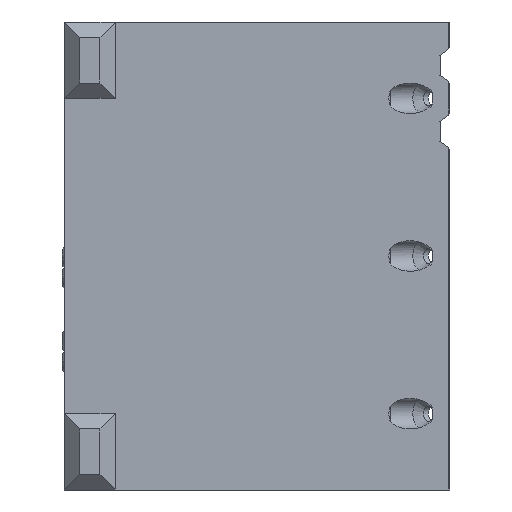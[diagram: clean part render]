
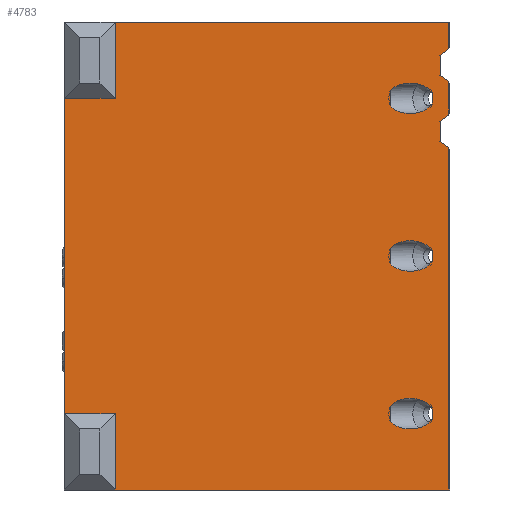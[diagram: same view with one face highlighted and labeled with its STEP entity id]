
A CAD part, front view. The second image highlights one B-rep face of the part: STEP entity #4783.
In plain terms, the highlighted planar face has unit normal (0, -1, 0).
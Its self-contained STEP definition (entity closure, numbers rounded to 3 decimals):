
#95=(
BOUNDED_CURVE()
B_SPLINE_CURVE(2,(#9123,#9124,#9125),.UNSPECIFIED.,.F.,.F.)
B_SPLINE_CURVE_WITH_KNOTS((3,3),(7.654,8.532),
 .UNSPECIFIED.)
CURVE()
GEOMETRIC_REPRESENTATION_ITEM()
RATIONAL_B_SPLINE_CURVE((2.172,2.179,2.172))
REPRESENTATION_ITEM('')
);
#96=(
BOUNDED_CURVE()
B_SPLINE_CURVE(2,(#9133,#9134,#9135),.UNSPECIFIED.,.F.,.F.)
B_SPLINE_CURVE_WITH_KNOTS((3,3),(7.654,8.532),
 .UNSPECIFIED.)
CURVE()
GEOMETRIC_REPRESENTATION_ITEM()
RATIONAL_B_SPLINE_CURVE((2.172,2.179,2.172))
REPRESENTATION_ITEM('')
);
#97=(
BOUNDED_CURVE()
B_SPLINE_CURVE(2,(#9143,#9144,#9145),.UNSPECIFIED.,.F.,.F.)
B_SPLINE_CURVE_WITH_KNOTS((3,3),(7.654,8.532),
 .UNSPECIFIED.)
CURVE()
GEOMETRIC_REPRESENTATION_ITEM()
RATIONAL_B_SPLINE_CURVE((2.172,2.179,2.172))
REPRESENTATION_ITEM('')
);
#166=ELLIPSE('',#5107,4.559,3.);
#167=ELLIPSE('',#5108,4.559,3.);
#168=ELLIPSE('',#5109,4.559,3.);
#169=ELLIPSE('',#5110,4.559,3.);
#170=ELLIPSE('',#5111,4.559,3.);
#171=ELLIPSE('',#5112,4.559,3.);
#218=FACE_BOUND('',#751,.T.);
#219=FACE_BOUND('',#752,.T.);
#220=FACE_BOUND('',#753,.T.);
#447=FACE_OUTER_BOUND('',#750,.T.);
#750=EDGE_LOOP('',(#3979,#3980,#3981,#3982,#3983,#3984,#3985,#3986,#3987,
#3988,#3989,#3990,#3991,#3992,#3993,#3994));
#751=EDGE_LOOP('',(#3995,#3996,#3997,#3998));
#752=EDGE_LOOP('',(#3999,#4000,#4001,#4002));
#753=EDGE_LOOP('',(#4003,#4004,#4005,#4006));
#873=LINE('',#6466,#1403);
#876=LINE('',#6472,#1406);
#877=LINE('',#6475,#1407);
#881=LINE('',#6484,#1411);
#886=LINE('',#6494,#1416);
#892=LINE('',#6505,#1422);
#904=LINE('',#6532,#1434);
#905=LINE('',#6535,#1435);
#908=LINE('',#6539,#1438);
#1012=LINE('',#6778,#1542);
#1270=LINE('',#9070,#1800);
#1273=LINE('',#9080,#1803);
#1274=LINE('',#9082,#1804);
#1276=LINE('',#9086,#1806);
#1282=LINE('',#9097,#1812);
#1290=LINE('',#9113,#1820);
#1291=LINE('',#9129,#1821);
#1292=LINE('',#9139,#1822);
#1293=LINE('',#9149,#1823);
#1403=VECTOR('',#5261,10.);
#1406=VECTOR('',#5266,10.);
#1407=VECTOR('',#5269,10.);
#1411=VECTOR('',#5275,10.);
#1416=VECTOR('',#5282,10.);
#1422=VECTOR('',#5290,10.);
#1434=VECTOR('',#5314,10.);
#1435=VECTOR('',#5317,10.);
#1438=VECTOR('',#5322,10.);
#1542=VECTOR('',#5482,10.);
#1800=VECTOR('',#6004,10.);
#1803=VECTOR('',#6013,10.);
#1804=VECTOR('',#6016,10.);
#1806=VECTOR('',#6020,10.);
#1812=VECTOR('',#6028,10.);
#1820=VECTOR('',#6044,10.);
#1821=VECTOR('',#6057,10.);
#1822=VECTOR('',#6062,10.);
#1823=VECTOR('',#6067,10.);
#1930=VERTEX_POINT('',#6458);
#1933=VERTEX_POINT('',#6464);
#1935=VERTEX_POINT('',#6470);
#1936=VERTEX_POINT('',#6474);
#1939=VERTEX_POINT('',#6482);
#1940=VERTEX_POINT('',#6483);
#1944=VERTEX_POINT('',#6493);
#1947=VERTEX_POINT('',#6500);
#1957=VERTEX_POINT('',#6530);
#1958=VERTEX_POINT('',#6534);
#2056=VERTEX_POINT('',#6762);
#2062=VERTEX_POINT('',#6776);
#2307=VERTEX_POINT('',#9058);
#2314=VERTEX_POINT('',#9078);
#2315=VERTEX_POINT('',#9085);
#2319=VERTEX_POINT('',#9095);
#2326=VERTEX_POINT('',#9121);
#2327=VERTEX_POINT('',#9122);
#2328=VERTEX_POINT('',#9126);
#2329=VERTEX_POINT('',#9128);
#2330=VERTEX_POINT('',#9131);
#2331=VERTEX_POINT('',#9132);
#2332=VERTEX_POINT('',#9136);
#2333=VERTEX_POINT('',#9138);
#2334=VERTEX_POINT('',#9141);
#2335=VERTEX_POINT('',#9142);
#2336=VERTEX_POINT('',#9146);
#2337=VERTEX_POINT('',#9148);
#2381=EDGE_CURVE('',#1933,#1930,#873,.T.);
#2384=EDGE_CURVE('',#1933,#1935,#876,.T.);
#2385=EDGE_CURVE('',#1935,#1936,#877,.F.);
#2389=EDGE_CURVE('',#1939,#1940,#881,.F.);
#2394=EDGE_CURVE('',#1944,#1939,#886,.T.);
#2400=EDGE_CURVE('',#1944,#1947,#892,.T.);
#2414=EDGE_CURVE('',#1957,#1940,#904,.T.);
#2415=EDGE_CURVE('',#1930,#1958,#905,.T.);
#2418=EDGE_CURVE('',#1947,#1936,#908,.T.);
#2536=EDGE_CURVE('',#2062,#2056,#1012,.T.);
#2890=EDGE_CURVE('',#2307,#1957,#1270,.T.);
#2895=EDGE_CURVE('',#2307,#2314,#1273,.T.);
#2896=EDGE_CURVE('',#2314,#2056,#1274,.T.);
#2898=EDGE_CURVE('',#2062,#2315,#1276,.T.);
#2904=EDGE_CURVE('',#2315,#2319,#1282,.T.);
#2913=EDGE_CURVE('',#2319,#1958,#1290,.T.);
#2916=EDGE_CURVE('',#2326,#2327,#95,.T.);
#2917=EDGE_CURVE('',#2326,#2328,#166,.T.);
#2918=EDGE_CURVE('',#2328,#2329,#1291,.T.);
#2919=EDGE_CURVE('',#2329,#2327,#167,.T.);
#2920=EDGE_CURVE('',#2330,#2331,#96,.T.);
#2921=EDGE_CURVE('',#2330,#2332,#168,.T.);
#2922=EDGE_CURVE('',#2332,#2333,#1292,.T.);
#2923=EDGE_CURVE('',#2333,#2331,#169,.T.);
#2924=EDGE_CURVE('',#2334,#2335,#97,.T.);
#2925=EDGE_CURVE('',#2334,#2336,#170,.T.);
#2926=EDGE_CURVE('',#2336,#2337,#1293,.T.);
#2927=EDGE_CURVE('',#2337,#2335,#171,.T.);
#3979=ORIENTED_EDGE('',*,*,#2418,.F.);
#3980=ORIENTED_EDGE('',*,*,#2400,.F.);
#3981=ORIENTED_EDGE('',*,*,#2394,.T.);
#3982=ORIENTED_EDGE('',*,*,#2389,.T.);
#3983=ORIENTED_EDGE('',*,*,#2414,.F.);
#3984=ORIENTED_EDGE('',*,*,#2890,.F.);
#3985=ORIENTED_EDGE('',*,*,#2895,.T.);
#3986=ORIENTED_EDGE('',*,*,#2896,.T.);
#3987=ORIENTED_EDGE('',*,*,#2536,.F.);
#3988=ORIENTED_EDGE('',*,*,#2898,.T.);
#3989=ORIENTED_EDGE('',*,*,#2904,.T.);
#3990=ORIENTED_EDGE('',*,*,#2913,.T.);
#3991=ORIENTED_EDGE('',*,*,#2415,.F.);
#3992=ORIENTED_EDGE('',*,*,#2381,.F.);
#3993=ORIENTED_EDGE('',*,*,#2384,.T.);
#3994=ORIENTED_EDGE('',*,*,#2385,.T.);
#3995=ORIENTED_EDGE('',*,*,#2916,.F.);
#3996=ORIENTED_EDGE('',*,*,#2917,.T.);
#3997=ORIENTED_EDGE('',*,*,#2918,.T.);
#3998=ORIENTED_EDGE('',*,*,#2919,.T.);
#3999=ORIENTED_EDGE('',*,*,#2920,.F.);
#4000=ORIENTED_EDGE('',*,*,#2921,.T.);
#4001=ORIENTED_EDGE('',*,*,#2922,.T.);
#4002=ORIENTED_EDGE('',*,*,#2923,.T.);
#4003=ORIENTED_EDGE('',*,*,#2924,.F.);
#4004=ORIENTED_EDGE('',*,*,#2925,.T.);
#4005=ORIENTED_EDGE('',*,*,#2926,.T.);
#4006=ORIENTED_EDGE('',*,*,#2927,.T.);
#4562=PLANE('',#5106);
#4783=ADVANCED_FACE('',(#447,#218,#219,#220),#4562,.T.);
#5106=AXIS2_PLACEMENT_3D('',#9120,#6053,#6054);
#5107=AXIS2_PLACEMENT_3D('',#9127,#6055,#6056);
#5108=AXIS2_PLACEMENT_3D('',#9130,#6058,#6059);
#5109=AXIS2_PLACEMENT_3D('',#9137,#6060,#6061);
#5110=AXIS2_PLACEMENT_3D('',#9140,#6063,#6064);
#5111=AXIS2_PLACEMENT_3D('',#9147,#6065,#6066);
#5112=AXIS2_PLACEMENT_3D('',#9150,#6068,#6069);
#5261=DIRECTION('',(0.799,0.,-0.602));
#5266=DIRECTION('',(0.,0.,1.));
#5269=DIRECTION('',(-0.799,0.,-0.602));
#5275=DIRECTION('',(-0.799,0.,-0.602));
#5282=DIRECTION('',(0.,0.,1.));
#5290=DIRECTION('',(0.799,0.,-0.602));
#5314=DIRECTION('',(0.,0.,-1.));
#5317=DIRECTION('',(0.,0.,-1.));
#5322=DIRECTION('',(0.,0.,-1.));
#5482=DIRECTION('',(0.,0.,1.));
#6004=DIRECTION('',(1.,0.,0.));
#6013=DIRECTION('',(0.,0.,-1.));
#6016=DIRECTION('',(-1.,0.,0.));
#6020=DIRECTION('',(1.,0.,0.));
#6028=DIRECTION('',(0.,0.,-1.));
#6044=DIRECTION('',(1.,0.,0.));
#6053=DIRECTION('center_axis',(0.,-1.,0.));
#6054=DIRECTION('ref_axis',(1.,0.,0.));
#6055=DIRECTION('center_axis',(0.,1.,0.));
#6056=DIRECTION('ref_axis',(-1.,0.,0.));
#6057=DIRECTION('',(0.,0.,1.));
#6058=DIRECTION('center_axis',(0.,1.,0.));
#6059=DIRECTION('ref_axis',(-1.,0.,0.));
#6060=DIRECTION('center_axis',(0.,1.,0.));
#6061=DIRECTION('ref_axis',(-1.,0.,0.));
#6062=DIRECTION('',(0.,0.,1.));
#6063=DIRECTION('center_axis',(0.,1.,0.));
#6064=DIRECTION('ref_axis',(-1.,0.,0.));
#6065=DIRECTION('center_axis',(0.,1.,0.));
#6066=DIRECTION('ref_axis',(-1.,0.,0.));
#6067=DIRECTION('',(0.,0.,1.));
#6068=DIRECTION('center_axis',(0.,1.,0.));
#6069=DIRECTION('ref_axis',(-1.,0.,0.));
#6458=CARTESIAN_POINT('',(-33.4,-33.,67.301));
#6464=CARTESIAN_POINT('',(-34.992,-33.,68.5));
#6466=CARTESIAN_POINT('',(-43.192,-33.,74.674));
#6470=CARTESIAN_POINT('',(-34.992,-33.,72.5));
#6472=CARTESIAN_POINT('',(-34.992,-33.,35.25));
#6474=CARTESIAN_POINT('',(-33.4,-33.,73.699));
#6475=CARTESIAN_POINT('',(-75.901,-33.,41.696));
#6482=CARTESIAN_POINT('',(-34.992,-33.,85.5));
#6483=CARTESIAN_POINT('',(-33.4,-33.,86.699));
#6484=CARTESIAN_POINT('',(-79.024,-33.,52.344));
#6493=CARTESIAN_POINT('',(-34.992,-33.,81.5));
#6494=CARTESIAN_POINT('',(-34.992,-33.,41.75));
#6500=CARTESIAN_POINT('',(-33.4,-33.,80.301));
#6505=CARTESIAN_POINT('',(-40.068,-33.,85.322));
#6530=CARTESIAN_POINT('',(-33.4,-33.,92.));
#6532=CARTESIAN_POINT('',(-33.4,-33.,0.));
#6534=CARTESIAN_POINT('',(-33.4,-33.,0.));
#6535=CARTESIAN_POINT('',(-33.4,-33.,0.));
#6539=CARTESIAN_POINT('',(-33.4,-33.,0.));
#6762=CARTESIAN_POINT('',(-109.,-33.,77.));
#6776=CARTESIAN_POINT('',(-109.,-33.,15.));
#6778=CARTESIAN_POINT('',(-109.,-33.,0.));
#9058=CARTESIAN_POINT('',(-99.,-33.,92.));
#9070=CARTESIAN_POINT('',(-109.,-33.,92.));
#9078=CARTESIAN_POINT('',(-99.,-33.,77.));
#9080=CARTESIAN_POINT('',(-99.,-33.,38.5));
#9082=CARTESIAN_POINT('',(-109.,-33.,77.));
#9085=CARTESIAN_POINT('',(-99.,-33.,15.));
#9086=CARTESIAN_POINT('',(-104.,-33.,15.));
#9095=CARTESIAN_POINT('',(-99.,-33.,0.));
#9097=CARTESIAN_POINT('',(-99.,-33.,0.));
#9113=CARTESIAN_POINT('',(-109.,-33.,0.));
#9120=CARTESIAN_POINT('Origin',(-109.,-33.,0.));
#9121=CARTESIAN_POINT('',(-36.652,-33.,14.1));
#9122=CARTESIAN_POINT('',(-36.652,-33.,15.9));
#9123=CARTESIAN_POINT('Ctrl Pts',(-36.652,-33.,14.1));
#9124=CARTESIAN_POINT('Ctrl Pts',(-36.456,-33.,15.));
#9125=CARTESIAN_POINT('Ctrl Pts',(-36.652,-33.,15.9));
#9126=CARTESIAN_POINT('',(-44.952,-33.,13.503));
#9127=CARTESIAN_POINT('Origin',(-41.001,-33.,15.));
#9128=CARTESIAN_POINT('',(-44.952,-33.,16.497));
#9129=CARTESIAN_POINT('',(-44.952,-33.,7.5));
#9130=CARTESIAN_POINT('Origin',(-41.001,-33.,15.));
#9131=CARTESIAN_POINT('',(-36.652,-33.,45.1));
#9132=CARTESIAN_POINT('',(-36.652,-33.,46.9));
#9133=CARTESIAN_POINT('Ctrl Pts',(-36.652,-33.,45.1));
#9134=CARTESIAN_POINT('Ctrl Pts',(-36.456,-33.,46.));
#9135=CARTESIAN_POINT('Ctrl Pts',(-36.652,-33.,46.9));
#9136=CARTESIAN_POINT('',(-44.952,-33.,44.503));
#9137=CARTESIAN_POINT('Origin',(-41.001,-33.,46.));
#9138=CARTESIAN_POINT('',(-44.952,-33.,47.497));
#9139=CARTESIAN_POINT('',(-44.952,-33.,23.));
#9140=CARTESIAN_POINT('Origin',(-41.001,-33.,46.));
#9141=CARTESIAN_POINT('',(-36.652,-33.,76.1));
#9142=CARTESIAN_POINT('',(-36.652,-33.,77.9));
#9143=CARTESIAN_POINT('Ctrl Pts',(-36.652,-33.,76.1));
#9144=CARTESIAN_POINT('Ctrl Pts',(-36.456,-33.,77.));
#9145=CARTESIAN_POINT('Ctrl Pts',(-36.652,-33.,77.9));
#9146=CARTESIAN_POINT('',(-44.952,-33.,75.503));
#9147=CARTESIAN_POINT('Origin',(-41.001,-33.,77.));
#9148=CARTESIAN_POINT('',(-44.952,-33.,78.497));
#9149=CARTESIAN_POINT('',(-44.952,-33.,38.5));
#9150=CARTESIAN_POINT('Origin',(-41.001,-33.,77.));
